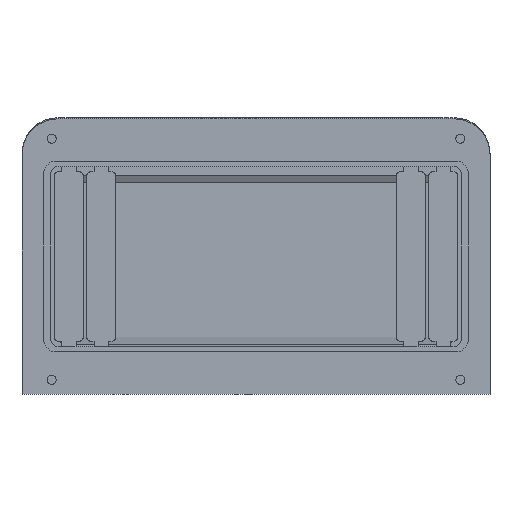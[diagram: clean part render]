
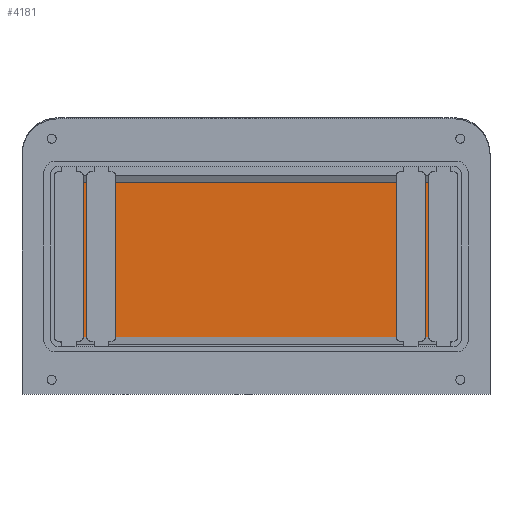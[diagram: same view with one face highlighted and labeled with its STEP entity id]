
A CAD part, front view. The second image highlights one B-rep face of the part: STEP entity #4181.
In plain terms, the highlighted planar face has unit normal (0, -1, 0).
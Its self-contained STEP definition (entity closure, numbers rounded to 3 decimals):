
#19 = DIRECTION ( 'NONE',  ( 0., 0., 1. ) ) ;
#27 = CARTESIAN_POINT ( 'NONE',  ( 52.028, 22.5, 20.55 ) ) ;
#62 = DIRECTION ( 'NONE',  ( 0., 0., -1. ) ) ;
#128 = VERTEX_POINT ( 'NONE', #813 ) ;
#186 = CARTESIAN_POINT ( 'NONE',  ( -54., 22.5, -20.478 ) ) ;
#331 = DIRECTION ( 'NONE',  ( 0., 0., 1. ) ) ;
#391 = ORIENTED_EDGE ( 'NONE', *, *, #2805, .F. ) ;
#415 = CARTESIAN_POINT ( 'NONE',  ( 54., 22.5, 18.578 ) ) ;
#425 = LINE ( 'NONE', #4702, #1461 ) ;
#442 = LINE ( 'NONE', #415, #4601 ) ;
#495 = EDGE_CURVE ( 'NONE', #2966, #3828, #425, .T. ) ;
#509 = CARTESIAN_POINT ( 'NONE',  ( -52.028, 22.5, -22.45 ) ) ;
#530 = CARTESIAN_POINT ( 'NONE',  ( -52.028, 22.5, 20.55 ) ) ;
#539 = ORIENTED_EDGE ( 'NONE', *, *, #1242, .F. ) ;
#655 = DIRECTION ( 'NONE',  ( 0., 1., 0. ) ) ;
#813 = CARTESIAN_POINT ( 'NONE',  ( 52.028, 22.5, 20.55 ) ) ;
#905 = VERTEX_POINT ( 'NONE', #3926 ) ;
#997 = DIRECTION ( 'NONE',  ( 1., 0., 0. ) ) ;
#1097 = VERTEX_POINT ( 'NONE', #2312 ) ;
#1133 = ORIENTED_EDGE ( 'NONE', *, *, #495, .F. ) ;
#1161 = DIRECTION ( 'NONE',  ( 0., 0., 1. ) ) ;
#1242 = EDGE_CURVE ( 'NONE', #1097, #2261, #1550, .T. ) ;
#1430 = ORIENTED_EDGE ( 'NONE', *, *, #2365, .F. ) ;
#1452 = CIRCLE ( 'NONE', #3025, 1.972 ) ;
#1454 = EDGE_LOOP ( 'NONE', ( #1430, #4934, #3867, #391, #5865, #1133, #1994, #539 ) ) ;
#1461 = VECTOR ( 'NONE', #19, 1000. ) ;
#1550 = LINE ( 'NONE', #5787, #3718 ) ;
#1666 = PLANE ( 'NONE',  #2541 ) ;
#1835 = AXIS2_PLACEMENT_3D ( 'NONE', #4579, #5011, #331 ) ;
#1843 = CARTESIAN_POINT ( 'NONE',  ( 54., 22.5, 18.578 ) ) ;
#1994 = ORIENTED_EDGE ( 'NONE', *, *, #3532, .F. ) ;
#2075 = DIRECTION ( 'NONE',  ( 0., 0., 1. ) ) ;
#2085 = EDGE_CURVE ( 'NONE', #5535, #905, #442, .T. ) ;
#2166 = DIRECTION ( 'NONE',  ( 0., 1., 0. ) ) ;
#2188 = DIRECTION ( 'NONE',  ( 1., 0., 0. ) ) ;
#2261 = VERTEX_POINT ( 'NONE', #509 ) ;
#2312 = CARTESIAN_POINT ( 'NONE',  ( 52.028, 22.5, -22.45 ) ) ;
#2326 = VECTOR ( 'NONE', #997, 1000. ) ;
#2365 = EDGE_CURVE ( 'NONE', #905, #1097, #4584, .T. ) ;
#2450 = CIRCLE ( 'NONE', #4797, 1.972 ) ;
#2541 = AXIS2_PLACEMENT_3D ( 'NONE', #4977, #655, #2188 ) ;
#2572 = CARTESIAN_POINT ( 'NONE',  ( 52.028, 22.5, 18.578 ) ) ;
#2604 = DIRECTION ( 'NONE',  ( 0., 1., 0. ) ) ;
#2805 = EDGE_CURVE ( 'NONE', #4046, #128, #2834, .T. ) ;
#2807 = CARTESIAN_POINT ( 'NONE',  ( -52.028, 22.5, -20.478 ) ) ;
#2834 = LINE ( 'NONE', #27, #2326 ) ;
#2966 = VERTEX_POINT ( 'NONE', #186 ) ;
#3025 = AXIS2_PLACEMENT_3D ( 'NONE', #2572, #2166, #2075 ) ;
#3067 = EDGE_CURVE ( 'NONE', #3828, #4046, #4494, .T. ) ;
#3086 = CARTESIAN_POINT ( 'NONE',  ( -54., 22.5, 18.578 ) ) ;
#3210 = DIRECTION ( 'NONE',  ( 0., 1., 0. ) ) ;
#3486 = CARTESIAN_POINT ( 'NONE',  ( 52.028, 22.5, -20.478 ) ) ;
#3532 = EDGE_CURVE ( 'NONE', #2261, #2966, #2450, .T. ) ;
#3718 = VECTOR ( 'NONE', #3849, 1000. ) ;
#3746 = EDGE_CURVE ( 'NONE', #128, #5535, #1452, .T. ) ;
#3828 = VERTEX_POINT ( 'NONE', #3086 ) ;
#3849 = DIRECTION ( 'NONE',  ( -1., 0., 0. ) ) ;
#3867 = ORIENTED_EDGE ( 'NONE', *, *, #3746, .F. ) ;
#3926 = CARTESIAN_POINT ( 'NONE',  ( 54., 22.5, -20.478 ) ) ;
#4046 = VERTEX_POINT ( 'NONE', #530 ) ;
#4181 = ADVANCED_FACE ( 'NONE', ( #5844 ), #1666, .F. ) ;
#4494 = CIRCLE ( 'NONE', #1835, 1.972 ) ;
#4579 = CARTESIAN_POINT ( 'NONE',  ( -52.028, 22.5, 18.578 ) ) ;
#4584 = CIRCLE ( 'NONE', #5959, 1.972 ) ;
#4601 = VECTOR ( 'NONE', #62, 1000. ) ;
#4702 = CARTESIAN_POINT ( 'NONE',  ( -54., 22.5, 18.578 ) ) ;
#4797 = AXIS2_PLACEMENT_3D ( 'NONE', #2807, #3210, #5606 ) ;
#4934 = ORIENTED_EDGE ( 'NONE', *, *, #2085, .F. ) ;
#4977 = CARTESIAN_POINT ( 'NONE',  ( 52.028, 22.5, -20.478 ) ) ;
#5011 = DIRECTION ( 'NONE',  ( 0., 1., 0. ) ) ;
#5535 = VERTEX_POINT ( 'NONE', #1843 ) ;
#5606 = DIRECTION ( 'NONE',  ( 0., 0., 1. ) ) ;
#5787 = CARTESIAN_POINT ( 'NONE',  ( 52.028, 22.5, -22.45 ) ) ;
#5844 = FACE_OUTER_BOUND ( 'NONE', #1454, .T. ) ;
#5865 = ORIENTED_EDGE ( 'NONE', *, *, #3067, .F. ) ;
#5959 = AXIS2_PLACEMENT_3D ( 'NONE', #3486, #2604, #1161 ) ;
